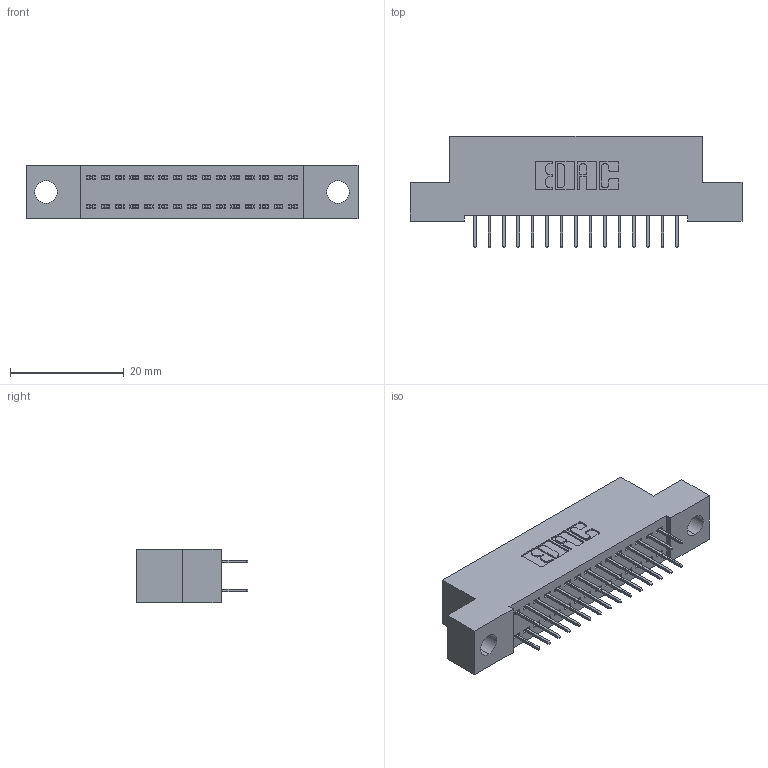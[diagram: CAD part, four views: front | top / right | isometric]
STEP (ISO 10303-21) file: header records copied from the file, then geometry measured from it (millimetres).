
FILE_DESCRIPTION (( 'STEP AP203' ), '1' );
FILE_NAME ('342-030-524-204.STEP', '2019-10-02T04:31:54', ( '' ), ( '' ), 'SwSTEP 2.0', 'SolidWorks 2016', '' );
FILE_SCHEMA (( 'CONFIG_CONTROL_DESIGN' ));
Length unit declared in the file: inch
Products named in the file (3): 342 Part_.156 TH; 345-292-001_345-293-124; 342-030-524-204
Assembly tree (31 placements, depth 2):
  342-030-524-204
    342 Part_.156 TH
    345-292-001_345-293-124  x30
Bounding box: 58.42 x 19.69 x 9.4 mm (x, y, z)
Volume: 4988.8 mm3; surface area: 7161.3 mm2
Topology: 31 solids, 31 shells, 1790 faces, 5069 edges, 3258 vertices
Faces by surface type: plane 1326, cylinder 464
Entity records: 13087 total; most frequent: CARTESIAN_POINT 2198, ORIENTED_EDGE 2134, DIRECTION 1927, EDGE_CURVE 1067, LINE 943, VECTOR 943, VERTEX_POINT 706, AXIS2_PLACEMENT_3D 492
